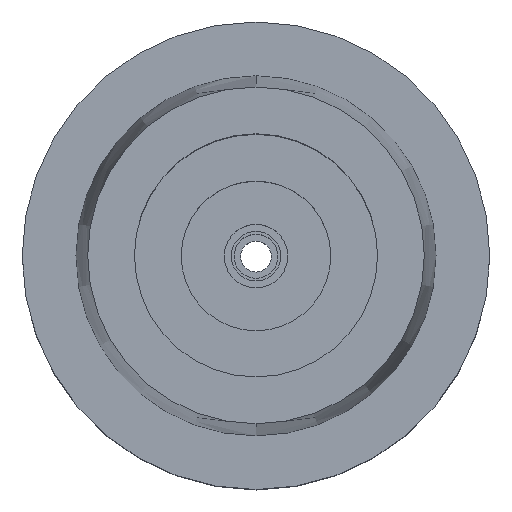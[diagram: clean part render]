
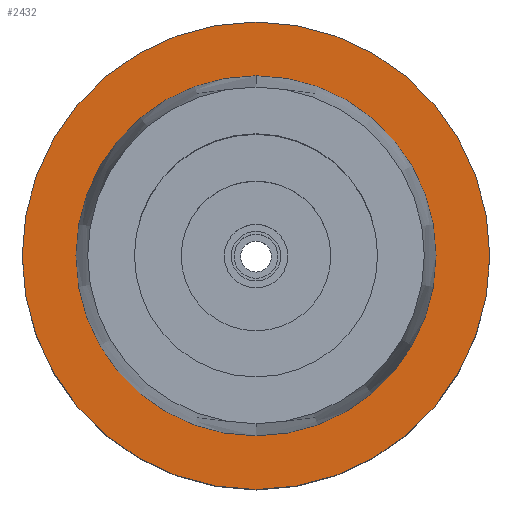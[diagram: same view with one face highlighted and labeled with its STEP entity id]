
A CAD part, top view. The second image highlights one B-rep face of the part: STEP entity #2432.
In plain terms, the highlighted planar face has unit normal (0, 0, 1).
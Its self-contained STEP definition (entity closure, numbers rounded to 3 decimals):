
#134 = EDGE_CURVE ( 'NONE', #1901, #387, #1978, .T. ) ;
#148 = AXIS2_PLACEMENT_3D ( 'NONE', #1163, #933, #1610 ) ;
#191 = FACE_BOUND ( 'NONE', #2429, .T. ) ;
#263 = VERTEX_POINT ( 'NONE', #1389 ) ;
#312 = DIRECTION ( 'NONE',  ( 0., -1., 0. ) ) ;
#323 = ORIENTED_EDGE ( 'NONE', *, *, #134, .F. ) ;
#387 = VERTEX_POINT ( 'NONE', #2348 ) ;
#389 = PLANE ( 'NONE',  #2184 ) ;
#444 = EDGE_CURVE ( 'NONE', #263, #849, #607, .T. ) ;
#538 = CARTESIAN_POINT ( 'NONE',  ( 0., 0., 0. ) ) ;
#607 = CIRCLE ( 'NONE', #1836, 19.25 ) ;
#696 = CIRCLE ( 'NONE', #148, 25. ) ;
#715 = DIRECTION ( 'NONE',  ( 0., 1., 0. ) ) ;
#729 = DIRECTION ( 'NONE',  ( 0., 0., 1. ) ) ;
#743 = AXIS2_PLACEMENT_3D ( 'NONE', #2610, #729, #2599 ) ;
#752 = AXIS2_PLACEMENT_3D ( 'NONE', #538, #1396, #715 ) ;
#789 = DIRECTION ( 'NONE',  ( 0., 0., 1. ) ) ;
#849 = VERTEX_POINT ( 'NONE', #2059 ) ;
#895 = ORIENTED_EDGE ( 'NONE', *, *, #1642, .F. ) ;
#933 = DIRECTION ( 'NONE',  ( 0., 0., -1. ) ) ;
#952 = CARTESIAN_POINT ( 'NONE',  ( 0., 0., 0. ) ) ;
#1094 = EDGE_LOOP ( 'NONE', ( #323, #895 ) ) ;
#1122 = ORIENTED_EDGE ( 'NONE', *, *, #2200, .F. ) ;
#1163 = CARTESIAN_POINT ( 'NONE',  ( 0., 0., 0. ) ) ;
#1225 = CARTESIAN_POINT ( 'NONE',  ( 0., 0., 0. ) ) ;
#1389 = CARTESIAN_POINT ( 'NONE',  ( 0., -19.25, 0. ) ) ;
#1396 = DIRECTION ( 'NONE',  ( 0., 0., -1. ) ) ;
#1434 = FACE_OUTER_BOUND ( 'NONE', #1094, .T. ) ;
#1451 = DIRECTION ( 'NONE',  ( 1., 0., 0. ) ) ;
#1587 = ORIENTED_EDGE ( 'NONE', *, *, #444, .F. ) ;
#1610 = DIRECTION ( 'NONE',  ( 0., -1., 0. ) ) ;
#1642 = EDGE_CURVE ( 'NONE', #387, #1901, #696, .T. ) ;
#1836 = AXIS2_PLACEMENT_3D ( 'NONE', #952, #789, #312 ) ;
#1854 = CARTESIAN_POINT ( 'NONE',  ( 0., 25., 0. ) ) ;
#1901 = VERTEX_POINT ( 'NONE', #1854 ) ;
#1978 = CIRCLE ( 'NONE', #752, 25. ) ;
#2059 = CARTESIAN_POINT ( 'NONE',  ( 0., 19.25, 0. ) ) ;
#2184 = AXIS2_PLACEMENT_3D ( 'NONE', #1225, #2305, #1451 ) ;
#2200 = EDGE_CURVE ( 'NONE', #849, #263, #2234, .T. ) ;
#2234 = CIRCLE ( 'NONE', #743, 19.25 ) ;
#2305 = DIRECTION ( 'NONE',  ( 0., 0., 1. ) ) ;
#2348 = CARTESIAN_POINT ( 'NONE',  ( 0., -25., 0. ) ) ;
#2429 = EDGE_LOOP ( 'NONE', ( #1122, #1587 ) ) ;
#2432 = ADVANCED_FACE ( 'NONE', ( #1434, #191 ), #389, .T. ) ;
#2599 = DIRECTION ( 'NONE',  ( 0., 1., 0. ) ) ;
#2610 = CARTESIAN_POINT ( 'NONE',  ( 0., 0., 0. ) ) ;
